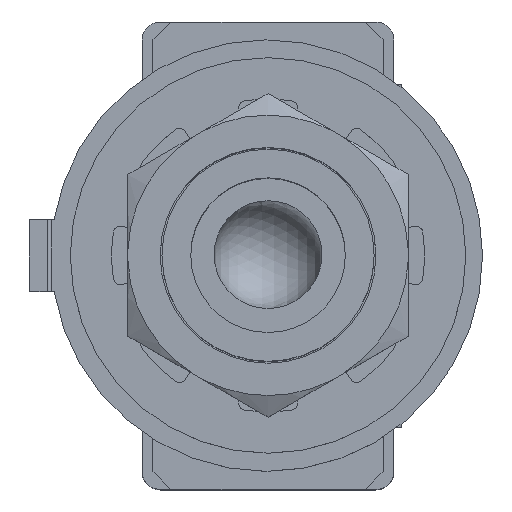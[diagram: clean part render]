
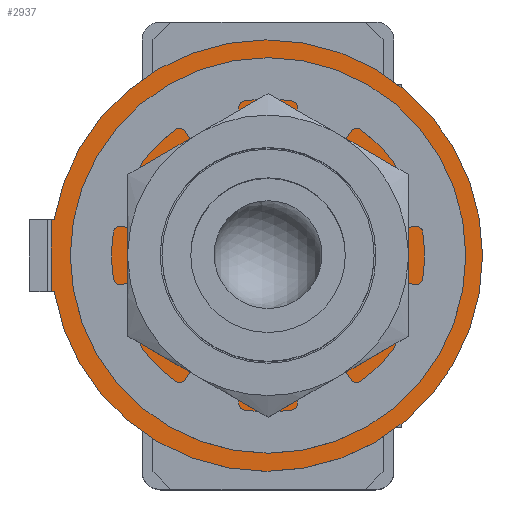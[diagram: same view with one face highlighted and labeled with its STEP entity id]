
A CAD part, top view. The second image highlights one B-rep face of the part: STEP entity #2937.
In plain terms, the highlighted planar face has unit normal (0, 0, 1).
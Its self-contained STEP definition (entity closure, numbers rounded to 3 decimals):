
#2685 = VERTEX_POINT('',#2686);
#2686 = CARTESIAN_POINT('',(-5.924,-1.026,
    10.672));
#2692 = EDGE_CURVE('',#2693,#2685,#2695,.T.);
#2693 = VERTEX_POINT('',#2694);
#2694 = CARTESIAN_POINT('',(-6.008,-1.026,
    10.672));
#2695 = LINE('',#2696,#2697);
#2696 = CARTESIAN_POINT('',(-6.008,-1.026,
    10.672));
#2697 = VECTOR('',#2698,1.);
#2698 = DIRECTION('',(1.,0.,0.));
#2917 = VERTEX_POINT('',#2918);
#2918 = CARTESIAN_POINT('',(-5.924,0.974,
    10.672));
#2924 = EDGE_CURVE('',#2917,#2685,#2925,.T.);
#2925 = CIRCLE('',#2926,6.);
#2926 = AXIS2_PLACEMENT_3D('',#2927,#2928,#2929);
#2927 = CARTESIAN_POINT('',(-0.008,-0.026,
    10.672));
#2928 = DIRECTION('',(0.,0.,-1.));
#2929 = DIRECTION('',(0.,-1.,0.));
#2937 = ADVANCED_FACE('',(#2938,#2956),#2967,.F.);
#2938 = FACE_BOUND('',#2939,.T.);
#2939 = EDGE_LOOP('',(#2940,#2948,#2949,#2950));
#2940 = ORIENTED_EDGE('',*,*,#2941,.F.);
#2941 = EDGE_CURVE('',#2693,#2942,#2944,.T.);
#2942 = VERTEX_POINT('',#2943);
#2943 = CARTESIAN_POINT('',(-6.008,0.974,
    10.672));
#2944 = LINE('',#2945,#2946);
#2945 = CARTESIAN_POINT('',(-6.008,-1.026,
    10.672));
#2946 = VECTOR('',#2947,1.);
#2947 = DIRECTION('',(0.,1.,0.));
#2948 = ORIENTED_EDGE('',*,*,#2692,.T.);
#2949 = ORIENTED_EDGE('',*,*,#2924,.F.);
#2950 = ORIENTED_EDGE('',*,*,#2951,.T.);
#2951 = EDGE_CURVE('',#2917,#2942,#2952,.T.);
#2952 = LINE('',#2953,#2954);
#2953 = CARTESIAN_POINT('',(-5.924,0.974,
    10.672));
#2954 = VECTOR('',#2955,1.);
#2955 = DIRECTION('',(-1.,0.,0.));
#2956 = FACE_BOUND('',#2957,.T.);
#2957 = EDGE_LOOP('',(#2958));
#2958 = ORIENTED_EDGE('',*,*,#2959,.T.);
#2959 = EDGE_CURVE('',#2960,#2960,#2962,.T.);
#2960 = VERTEX_POINT('',#2961);
#2961 = CARTESIAN_POINT('',(-0.008,3.224,
    10.672));
#2962 = CIRCLE('',#2963,3.25);
#2963 = AXIS2_PLACEMENT_3D('',#2964,#2965,#2966);
#2964 = CARTESIAN_POINT('',(-0.008,-0.026,
    10.672));
#2965 = DIRECTION('',(0.,0.,-1.));
#2966 = DIRECTION('',(0.,-1.,0.));
#2967 = PLANE('',#2968);
#2968 = AXIS2_PLACEMENT_3D('',#2969,#2970,#2971);
#2969 = CARTESIAN_POINT('',(-0.008,-0.026,
    10.672));
#2970 = DIRECTION('',(0.,0.,-1.));
#2971 = DIRECTION('',(0.,-1.,0.));
